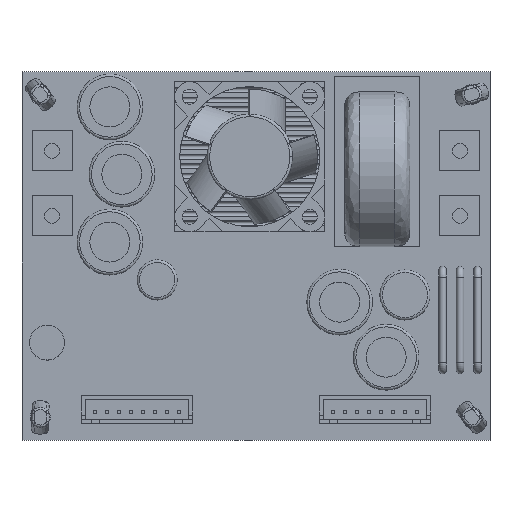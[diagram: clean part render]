
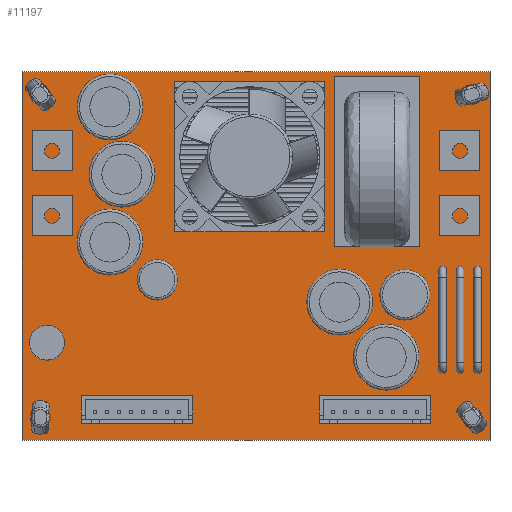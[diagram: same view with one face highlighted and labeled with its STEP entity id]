
A CAD part, top view. The second image highlights one B-rep face of the part: STEP entity #11197.
In plain terms, the highlighted planar face has unit normal (0, 0, 1).
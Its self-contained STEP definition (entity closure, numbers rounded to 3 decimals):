
#220=CIRCLE('',#11875,4.);
#223=CIRCLE('',#11880,5.);
#236=CIRCLE('',#11909,2.);
#238=CIRCLE('',#11912,2.);
#240=CIRCLE('',#11915,2.);
#242=CIRCLE('',#11918,2.);
#951=FACE_BOUND('',#1838,.T.);
#952=FACE_BOUND('',#1839,.T.);
#953=FACE_BOUND('',#1840,.T.);
#954=FACE_BOUND('',#1841,.T.);
#955=FACE_BOUND('',#1842,.T.);
#956=FACE_BOUND('',#1843,.T.);
#957=FACE_BOUND('',#1844,.T.);
#1157=FACE_OUTER_BOUND('',#1837,.T.);
#1837=EDGE_LOOP('',(#7969,#7970,#7971,#7972));
#1838=EDGE_LOOP('',(#7973));
#1839=EDGE_LOOP('',(#7974));
#1840=EDGE_LOOP('',(#7975,#7976,#7977,#7978));
#1841=EDGE_LOOP('',(#7979));
#1842=EDGE_LOOP('',(#7980));
#1843=EDGE_LOOP('',(#7981));
#1844=EDGE_LOOP('',(#7982));
#2726=LINE('',#17054,#3746);
#2730=LINE('',#17062,#3750);
#2733=LINE('',#17068,#3753);
#2736=LINE('',#17073,#3756);
#2744=LINE('',#17107,#3764);
#2747=LINE('',#17113,#3767);
#2750=LINE('',#17119,#3770);
#2753=LINE('',#17123,#3773);
#3746=VECTOR('',#13259,10.);
#3750=VECTOR('',#13265,10.);
#3753=VECTOR('',#13270,10.);
#3756=VECTOR('',#13275,10.);
#3764=VECTOR('',#13311,10.);
#3767=VECTOR('',#13316,10.);
#3770=VECTOR('',#13321,10.);
#3773=VECTOR('',#13326,10.);
#4637=VERTEX_POINT('',#16098);
#4640=VERTEX_POINT('',#16233);
#4669=VERTEX_POINT('',#17052);
#4670=VERTEX_POINT('',#17053);
#4673=VERTEX_POINT('',#17061);
#4675=VERTEX_POINT('',#17067);
#4677=VERTEX_POINT('',#17077);
#4679=VERTEX_POINT('',#17083);
#4681=VERTEX_POINT('',#17089);
#4683=VERTEX_POINT('',#17095);
#4687=VERTEX_POINT('',#17104);
#4688=VERTEX_POINT('',#17106);
#4690=VERTEX_POINT('',#17112);
#4692=VERTEX_POINT('',#17118);
#5830=EDGE_CURVE('',#4637,#4637,#220,.T.);
#5835=EDGE_CURVE('',#4640,#4640,#223,.T.);
#5879=EDGE_CURVE('',#4669,#4670,#2726,.T.);
#5883=EDGE_CURVE('',#4670,#4673,#2730,.T.);
#5886=EDGE_CURVE('',#4673,#4675,#2733,.T.);
#5889=EDGE_CURVE('',#4675,#4669,#2736,.T.);
#5891=EDGE_CURVE('',#4677,#4677,#236,.T.);
#5894=EDGE_CURVE('',#4679,#4679,#238,.T.);
#5897=EDGE_CURVE('',#4681,#4681,#240,.T.);
#5900=EDGE_CURVE('',#4683,#4683,#242,.T.);
#5905=EDGE_CURVE('',#4688,#4687,#2744,.T.);
#5908=EDGE_CURVE('',#4690,#4688,#2747,.T.);
#5911=EDGE_CURVE('',#4692,#4690,#2750,.T.);
#5914=EDGE_CURVE('',#4687,#4692,#2753,.T.);
#7969=ORIENTED_EDGE('',*,*,#5914,.T.);
#7970=ORIENTED_EDGE('',*,*,#5911,.T.);
#7971=ORIENTED_EDGE('',*,*,#5908,.T.);
#7972=ORIENTED_EDGE('',*,*,#5905,.T.);
#7973=ORIENTED_EDGE('',*,*,#5830,.T.);
#7974=ORIENTED_EDGE('',*,*,#5835,.T.);
#7975=ORIENTED_EDGE('',*,*,#5879,.T.);
#7976=ORIENTED_EDGE('',*,*,#5883,.T.);
#7977=ORIENTED_EDGE('',*,*,#5886,.T.);
#7978=ORIENTED_EDGE('',*,*,#5889,.T.);
#7979=ORIENTED_EDGE('',*,*,#5900,.T.);
#7980=ORIENTED_EDGE('',*,*,#5897,.T.);
#7981=ORIENTED_EDGE('',*,*,#5894,.T.);
#7982=ORIENTED_EDGE('',*,*,#5891,.T.);
#10636=PLANE('',#11924);
#11197=ADVANCED_FACE('',(#1157,#951,#952,#953,#954,#955,#956,#957),#10636,
 .T.);
#11875=AXIS2_PLACEMENT_3D('',#16100,#13179,#13180);
#11880=AXIS2_PLACEMENT_3D('',#16235,#13190,#13191);
#11909=AXIS2_PLACEMENT_3D('',#17078,#13281,#13282);
#11912=AXIS2_PLACEMENT_3D('',#17084,#13288,#13289);
#11915=AXIS2_PLACEMENT_3D('',#17090,#13295,#13296);
#11918=AXIS2_PLACEMENT_3D('',#17096,#13302,#13303);
#11924=AXIS2_PLACEMENT_3D('',#17124,#13327,#13328);
#13179=DIRECTION('center_axis',(0.,0.,-1.));
#13180=DIRECTION('ref_axis',(-1.,0.,0.));
#13190=DIRECTION('center_axis',(0.,0.,-1.));
#13191=DIRECTION('ref_axis',(-1.,0.,0.));
#13259=DIRECTION('',(0.,1.,0.));
#13265=DIRECTION('',(1.,0.,0.));
#13270=DIRECTION('',(0.,-1.,0.));
#13275=DIRECTION('',(-1.,0.,0.));
#13281=DIRECTION('center_axis',(0.,0.,-1.));
#13282=DIRECTION('ref_axis',(1.,0.,0.));
#13288=DIRECTION('center_axis',(0.,0.,-1.));
#13289=DIRECTION('ref_axis',(1.,0.,0.));
#13295=DIRECTION('center_axis',(0.,0.,-1.));
#13296=DIRECTION('ref_axis',(1.,0.,0.));
#13302=DIRECTION('center_axis',(0.,0.,-1.));
#13303=DIRECTION('ref_axis',(1.,0.,0.));
#13311=DIRECTION('',(1.,0.,0.));
#13316=DIRECTION('',(0.,-1.,0.));
#13321=DIRECTION('',(-1.,0.,0.));
#13326=DIRECTION('',(0.,1.,0.));
#13327=DIRECTION('center_axis',(0.,0.,1.));
#13328=DIRECTION('ref_axis',(1.,0.,0.));
#16098=CARTESIAN_POINT('',(-15.75,-4.8,1.55));
#16100=CARTESIAN_POINT('Origin',(-19.75,-4.8,1.55));
#16233=CARTESIAN_POINT('',(34.75,-7.8,1.55));
#16235=CARTESIAN_POINT('Origin',(29.75,-7.8,1.55));
#17052=CARTESIAN_POINT('',(15.75,1.8,1.55));
#17053=CARTESIAN_POINT('',(15.75,35.8,1.55));
#17054=CARTESIAN_POINT('',(15.75,17.9,1.55));
#17061=CARTESIAN_POINT('',(32.75,35.8,1.55));
#17062=CARTESIAN_POINT('',(16.375,35.8,1.55));
#17067=CARTESIAN_POINT('',(32.75,1.8,1.55));
#17068=CARTESIAN_POINT('',(32.75,0.9,1.55));
#17073=CARTESIAN_POINT('',(7.875,1.8,1.55));
#17077=CARTESIAN_POINT('',(41.1,-32.25,1.55));
#17078=CARTESIAN_POINT('Origin',(43.1,-32.25,1.55));
#17083=CARTESIAN_POINT('',(-45.1,-32.25,1.55));
#17084=CARTESIAN_POINT('Origin',(-43.1,-32.25,1.55));
#17089=CARTESIAN_POINT('',(-45.1,32.25,1.55));
#17090=CARTESIAN_POINT('Origin',(-43.1,32.25,1.55));
#17095=CARTESIAN_POINT('',(41.1,32.25,1.55));
#17096=CARTESIAN_POINT('Origin',(43.1,32.25,1.55));
#17104=CARTESIAN_POINT('',(46.75,-36.8,1.55));
#17106=CARTESIAN_POINT('',(-46.75,-36.8,1.55));
#17107=CARTESIAN_POINT('',(-46.75,-36.8,1.55));
#17112=CARTESIAN_POINT('',(-46.75,36.8,1.55));
#17113=CARTESIAN_POINT('',(-46.75,36.8,1.55));
#17118=CARTESIAN_POINT('',(46.75,36.8,1.55));
#17119=CARTESIAN_POINT('',(46.75,36.8,1.55));
#17123=CARTESIAN_POINT('',(46.75,-36.8,1.55));
#17124=CARTESIAN_POINT('Origin',(0.,0.,1.55));
